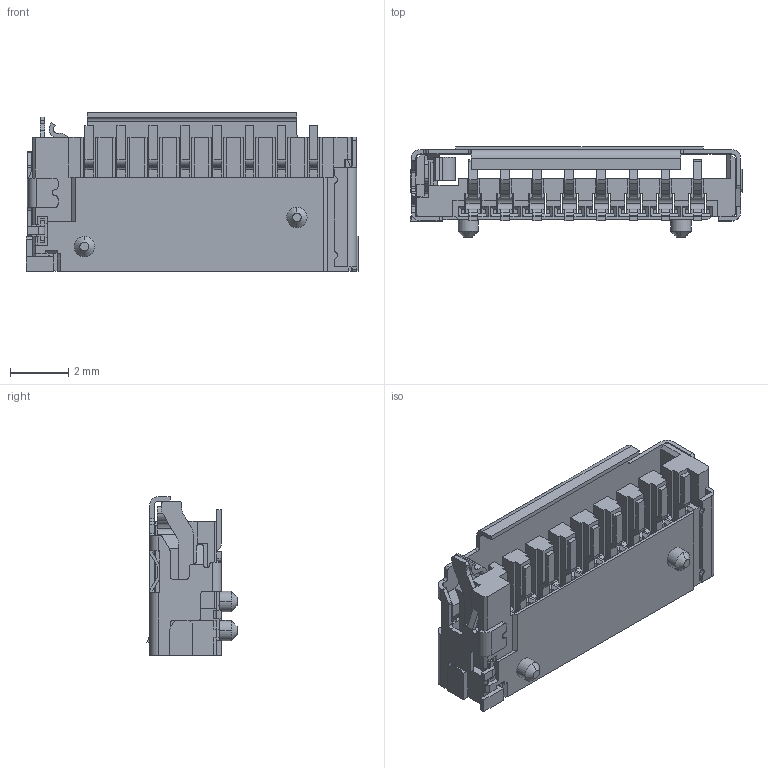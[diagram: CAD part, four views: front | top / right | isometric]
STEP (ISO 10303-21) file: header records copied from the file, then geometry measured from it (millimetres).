
FILE_DESCRIPTION(('STEP AP242'),'1');
FILE_NAME('47579-0001.stp','2021-02-15T14:37:38',('TraceParts'),('TraceParts S.A.'),'Spatial InterOp 3D',' ',' ');
FILE_SCHEMA(('AP242_MANAGED_MODEL_BASED_3D_ENGINEERING_MIM_LF {1 0 10303 442 1 1 4}'));
Length unit declared in the file: millimetre
Products named in the file (1): 47579-0001_1
Bounding box: 11.4 x 3.1 x 5.45 mm (x, y, z)
Volume: 57.7 mm3; surface area: 455.4 mm2
Topology: 1 solids, 1 shells, 760 faces, 2374 edges, 1628 vertices
Faces by surface type: plane 587, cylinder 169, cone 4
Entity records: 26156 total; most frequent: CARTESIAN_POINT 4680, ORIENTED_EDGE 4640, DIRECTION 4247, EDGE_CURVE 2320, LINE 2015, VECTOR 2015, VERTEX_POINT 1520, AXIS2_PLACEMENT_3D 1116
